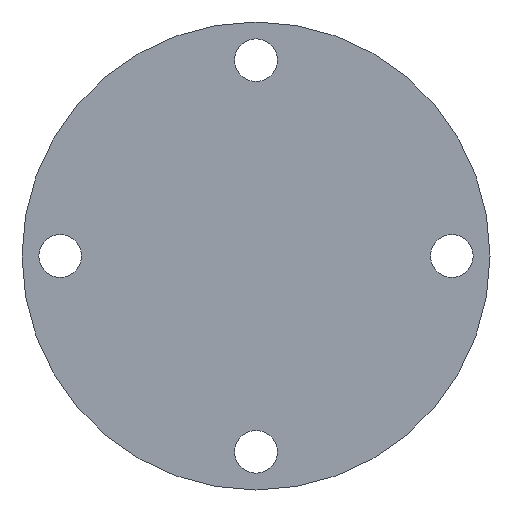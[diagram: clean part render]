
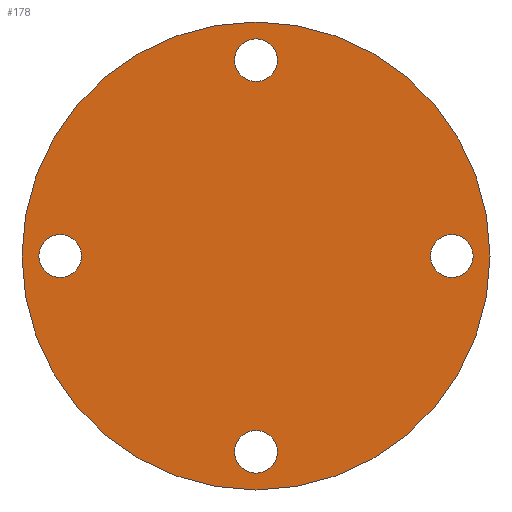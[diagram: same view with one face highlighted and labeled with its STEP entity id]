
A CAD part, left-side view. The second image highlights one B-rep face of the part: STEP entity #178.
In plain terms, the highlighted planar face has unit normal (-1, 0, 0).
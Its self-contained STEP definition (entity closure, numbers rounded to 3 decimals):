
#112 = VERTEX_POINT ( 'NONE', #586 ) ;
#113 = EDGE_CURVE ( 'NONE', #150, #112, #426, .T. ) ;
#136 = VERTEX_POINT ( 'NONE', #439 ) ;
#142 = VERTEX_POINT ( 'NONE', #466 ) ;
#143 = EDGE_CURVE ( 'NONE', #136, #142, #575, .T. ) ;
#150 = VERTEX_POINT ( 'NONE', #425 ) ;
#155 = ORIENTED_EDGE ( 'NONE', *, *, #227, .F. ) ;
#156 = EDGE_LOOP ( 'NONE', ( #162, #169 ) ) ;
#162 = ORIENTED_EDGE ( 'NONE', *, *, #251, .T. ) ;
#164 = EDGE_CURVE ( 'NONE', #236, #241, #401, .T. ) ;
#169 = ORIENTED_EDGE ( 'NONE', *, *, #171, .T. ) ;
#171 = EDGE_CURVE ( 'NONE', #250, #207, #423, .T. ) ;
#172 = ORIENTED_EDGE ( 'NONE', *, *, #176, .F. ) ;
#173 = EDGE_LOOP ( 'NONE', ( #172, #180 ) ) ;
#174 = ORIENTED_EDGE ( 'NONE', *, *, #184, .F. ) ;
#175 = EDGE_LOOP ( 'NONE', ( #182, #257 ) ) ;
#176 = EDGE_CURVE ( 'NONE', #142, #136, #590, .T. ) ;
#177 = EDGE_CURVE ( 'NONE', #226, #238, #453, .T. ) ;
#178 = ADVANCED_FACE ( 'Fl�che1', ( #418, #410, #414, #413, #412 ), #411, .F. ) ;
#179 = EDGE_LOOP ( 'NONE', ( #174, #183 ) ) ;
#180 = ORIENTED_EDGE ( 'NONE', *, *, #143, .F. ) ;
#181 = ORIENTED_EDGE ( 'NONE', *, *, #164, .F. ) ;
#182 = ORIENTED_EDGE ( 'NONE', *, *, #177, .F. ) ;
#183 = ORIENTED_EDGE ( 'NONE', *, *, #113, .F. ) ;
#184 = EDGE_CURVE ( 'NONE', #112, #150, #542, .T. ) ;
#207 = VERTEX_POINT ( 'NONE', #394 ) ;
#226 = VERTEX_POINT ( 'NONE', #626 ) ;
#227 = EDGE_CURVE ( 'NONE', #241, #236, #619, .T. ) ;
#229 = EDGE_CURVE ( 'NONE', #238, #226, #620, .T. ) ;
#236 = VERTEX_POINT ( 'NONE', #755 ) ;
#238 = VERTEX_POINT ( 'NONE', #757 ) ;
#241 = VERTEX_POINT ( 'NONE', #751 ) ;
#250 = VERTEX_POINT ( 'NONE', #672 ) ;
#251 = EDGE_CURVE ( 'NONE', #207, #250, #660, .T. ) ;
#257 = ORIENTED_EDGE ( 'NONE', *, *, #229, .F. ) ;
#262 = EDGE_LOOP ( 'NONE', ( #181, #155 ) ) ;
#394 = CARTESIAN_POINT ( 'NONE',  ( 0., 0., 46. ) ) ;
#401 = CIRCLE ( 'NONE', #594, 4.2 ) ;
#404 = DIRECTION ( 'NONE',  ( 0., 0., 1. ) ) ;
#410 = FACE_BOUND ( 'NONE', #173, .T. ) ;
#411 = PLANE ( 'NONE',  #537 ) ;
#412 = FACE_OUTER_BOUND ( 'NONE', #156, .T. ) ;
#413 = FACE_BOUND ( 'NONE', #262, .T. ) ;
#414 = FACE_BOUND ( 'NONE', #175, .T. ) ;
#415 = DIRECTION ( 'NONE',  ( 0., 0., 1. ) ) ;
#416 = DIRECTION ( 'NONE',  ( -1., 0., 0. ) ) ;
#417 = AXIS2_PLACEMENT_3D ( 'NONE', #589, #416, #415 ) ;
#418 = FACE_BOUND ( 'NONE', #179, .T. ) ;
#419 = AXIS2_PLACEMENT_3D ( 'NONE', #545, #544, #543 ) ;
#420 = DIRECTION ( 'NONE',  ( 0., 0., 1. ) ) ;
#421 = DIRECTION ( 'NONE',  ( -1., 0., 0. ) ) ;
#422 = AXIS2_PLACEMENT_3D ( 'NONE', #588, #421, #420 ) ;
#423 = CIRCLE ( 'NONE', #422, 46. ) ;
#425 = CARTESIAN_POINT ( 'NONE',  ( 0., 0., -42.7 ) ) ;
#426 = CIRCLE ( 'NONE', #468, 4.2 ) ;
#439 = CARTESIAN_POINT ( 'NONE',  ( 0., -38.5, -4.2 ) ) ;
#453 = CIRCLE ( 'NONE', #419, 4.2 ) ;
#466 = CARTESIAN_POINT ( 'NONE',  ( 0., -38.5, 4.2 ) ) ;
#468 = AXIS2_PLACEMENT_3D ( 'NONE', #558, #557, #556 ) ;
#528 = DIRECTION ( 'NONE',  ( 0., 0., 1. ) ) ;
#529 = DIRECTION ( 'NONE',  ( -1., 0., 0. ) ) ;
#530 = CARTESIAN_POINT ( 'NONE',  ( 0., 0., -38.5 ) ) ;
#534 = DIRECTION ( 'NONE',  ( 0., 0., -1. ) ) ;
#535 = DIRECTION ( 'NONE',  ( 1., 0., 0. ) ) ;
#536 = CARTESIAN_POINT ( 'NONE',  ( 0., 0., 0. ) ) ;
#537 = AXIS2_PLACEMENT_3D ( 'NONE', #536, #535, #534 ) ;
#542 = CIRCLE ( 'NONE', #546, 4.2 ) ;
#543 = DIRECTION ( 'NONE',  ( 0., 0., 1. ) ) ;
#544 = DIRECTION ( 'NONE',  ( -1., 0., 0. ) ) ;
#545 = CARTESIAN_POINT ( 'NONE',  ( 0., 0., 38.5 ) ) ;
#546 = AXIS2_PLACEMENT_3D ( 'NONE', #530, #529, #528 ) ;
#550 = AXIS2_PLACEMENT_3D ( 'NONE', #567, #580, #404 ) ;
#556 = DIRECTION ( 'NONE',  ( 0., 0., 1. ) ) ;
#557 = DIRECTION ( 'NONE',  ( -1., 0., 0. ) ) ;
#558 = CARTESIAN_POINT ( 'NONE',  ( 0., 0., -38.5 ) ) ;
#567 = CARTESIAN_POINT ( 'NONE',  ( 0., -38.5, 0. ) ) ;
#575 = CIRCLE ( 'NONE', #550, 4.2 ) ;
#580 = DIRECTION ( 'NONE',  ( -1., 0., 0. ) ) ;
#586 = CARTESIAN_POINT ( 'NONE',  ( 0., 0., -34.3 ) ) ;
#588 = CARTESIAN_POINT ( 'NONE',  ( 0., 0., 0. ) ) ;
#589 = CARTESIAN_POINT ( 'NONE',  ( 0., -38.5, 0. ) ) ;
#590 = CIRCLE ( 'NONE', #417, 4.2 ) ;
#591 = DIRECTION ( 'NONE',  ( 0., 0., 1. ) ) ;
#592 = DIRECTION ( 'NONE',  ( -1., 0., 0. ) ) ;
#593 = CARTESIAN_POINT ( 'NONE',  ( 0., 38.5, 0. ) ) ;
#594 = AXIS2_PLACEMENT_3D ( 'NONE', #593, #592, #591 ) ;
#619 = CIRCLE ( 'NONE', #777, 4.2 ) ;
#620 = CIRCLE ( 'NONE', #766, 4.2 ) ;
#626 = CARTESIAN_POINT ( 'NONE',  ( 0., 0., 42.7 ) ) ;
#651 = DIRECTION ( 'NONE',  ( 0., 0., 1. ) ) ;
#652 = DIRECTION ( 'NONE',  ( -1., 0., 0. ) ) ;
#660 = CIRCLE ( 'NONE', #671, 46. ) ;
#661 = CARTESIAN_POINT ( 'NONE',  ( 0., 0., 0. ) ) ;
#671 = AXIS2_PLACEMENT_3D ( 'NONE', #661, #652, #651 ) ;
#672 = CARTESIAN_POINT ( 'NONE',  ( 0., 0., -46. ) ) ;
#677 = DIRECTION ( 'NONE',  ( 0., 0., 1. ) ) ;
#678 = DIRECTION ( 'NONE',  ( -1., 0., 0. ) ) ;
#679 = CARTESIAN_POINT ( 'NONE',  ( 0., 38.5, 0. ) ) ;
#751 = CARTESIAN_POINT ( 'NONE',  ( 0., 38.5, -4.2 ) ) ;
#755 = CARTESIAN_POINT ( 'NONE',  ( 0., 38.5, 4.2 ) ) ;
#757 = CARTESIAN_POINT ( 'NONE',  ( 0., 0., 34.3 ) ) ;
#764 = DIRECTION ( 'NONE',  ( 0., 0., 1. ) ) ;
#765 = DIRECTION ( 'NONE',  ( -1., 0., 0. ) ) ;
#766 = AXIS2_PLACEMENT_3D ( 'NONE', #772, #765, #764 ) ;
#772 = CARTESIAN_POINT ( 'NONE',  ( 0., 0., 38.5 ) ) ;
#777 = AXIS2_PLACEMENT_3D ( 'NONE', #679, #678, #677 ) ;
